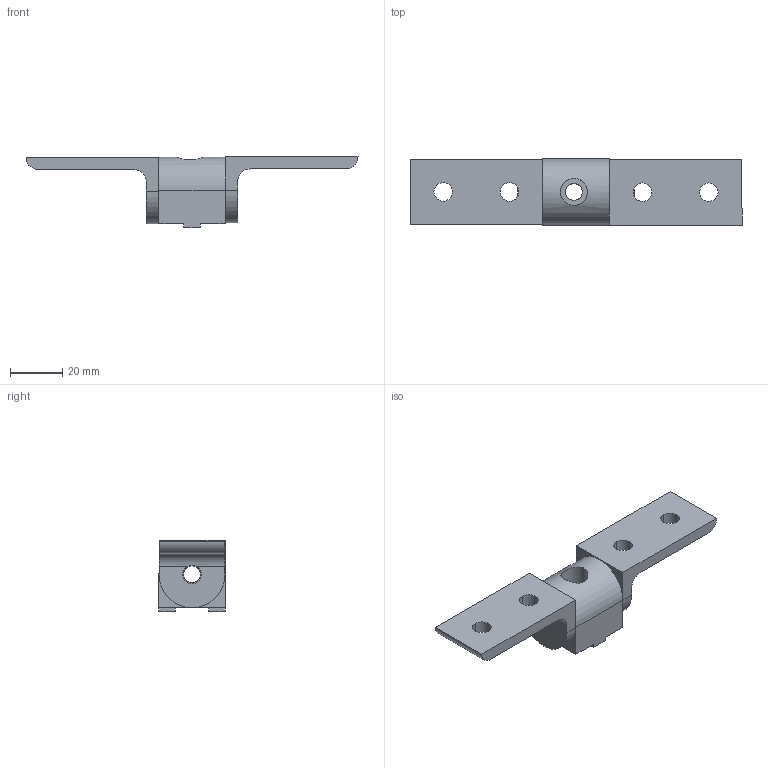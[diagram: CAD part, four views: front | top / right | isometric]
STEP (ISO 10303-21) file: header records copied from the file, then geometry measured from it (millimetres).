
FILE_DESCRIPTION((''),'2;1');
FILE_NAME('10HI8332.stp','2015-07-13T15:48:43',(''),(''),'Mechanical Desktop 2011','Mechanical Desktop 2011',', , ');
FILE_SCHEMA(('AUTOMOTIVE_DESIGN { 1 2 10303 214 1 1 1 1 }'));
Length unit declared in the file: inch
Products named in the file (1): Product
Bounding box: 127 x 25.4 x 27.18 mm (x, y, z)
Volume: 28241.3 mm3; surface area: 12968.5 mm2
Topology: 3 solids, 3 shells, 61 faces, 171 edges, 111 vertices
Faces by surface type: cylinder 31, plane 30
Entity records: 2098 total; most frequent: CARTESIAN_POINT 389, DIRECTION 358, ORIENTED_EDGE 342, EDGE_CURVE 171, AXIS2_PLACEMENT_3D 129, VERTEX_POINT 111, VECTOR 100, LINE 100
